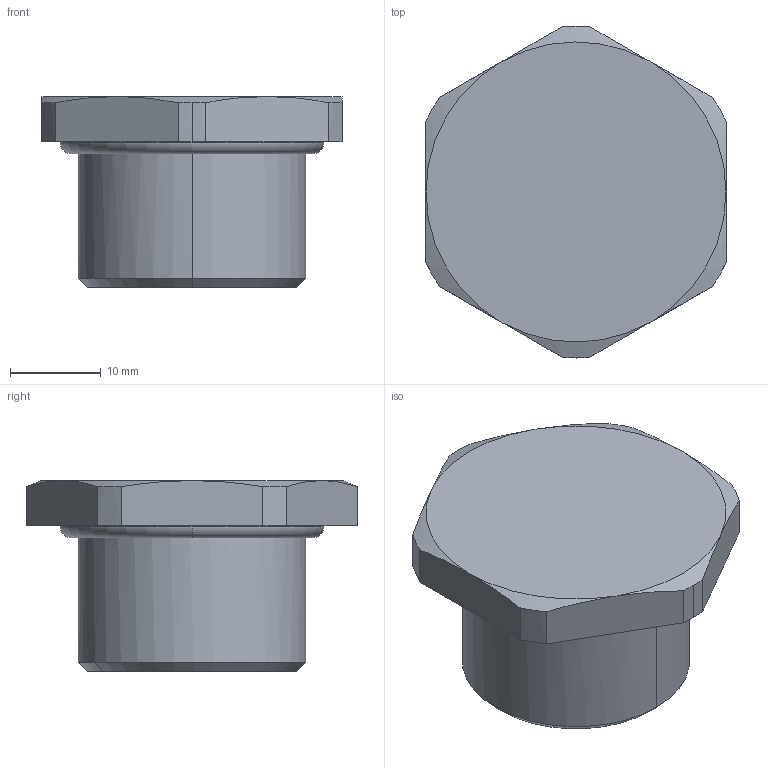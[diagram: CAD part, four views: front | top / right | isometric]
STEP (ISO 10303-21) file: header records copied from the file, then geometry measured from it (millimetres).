
FILE_DESCRIPTION(('CATIA V5 STEP Exchange','CAx-IF Rec.Pracs.--- Model Styling and Organization---1.4--- 2014-01-23'),'2;1');
FILE_NAME ('445962-1_0_1219040000_1219040000.stp','2020-12-17T02:47:33+00:00',('none'),('Weidmueller'),'CATIA Version 5-6 Release 2016 SP3 HF44','CATIA V5 STEP AP214','none');
FILE_SCHEMA(('AUTOMOTIVE_DESIGN { 1 0 10303 214 1 1 1 1 }'));
Length unit declared in the file: millimetre
Products named in the file (1): VP-HEX M25-Ex W
Bounding box: 33 x 36.5 x 21 mm (x, y, z)
Volume: 8089.9 mm3; surface area: 5373.1 mm2
Topology: 2 solids, 2 shells, 51 faces, 120 edges, 74 vertices
Faces by surface type: cylinder 16, cone 14, plane 11, torus 10
Entity records: 1505 total; most frequent: CARTESIAN_POINT 415, ORIENTED_EDGE 240, DIRECTION 169, EDGE_CURVE 120, AXIS2_PLACEMENT_3D 96, VERTEX_POINT 74, CIRCLE 57, EDGE_LOOP 54
